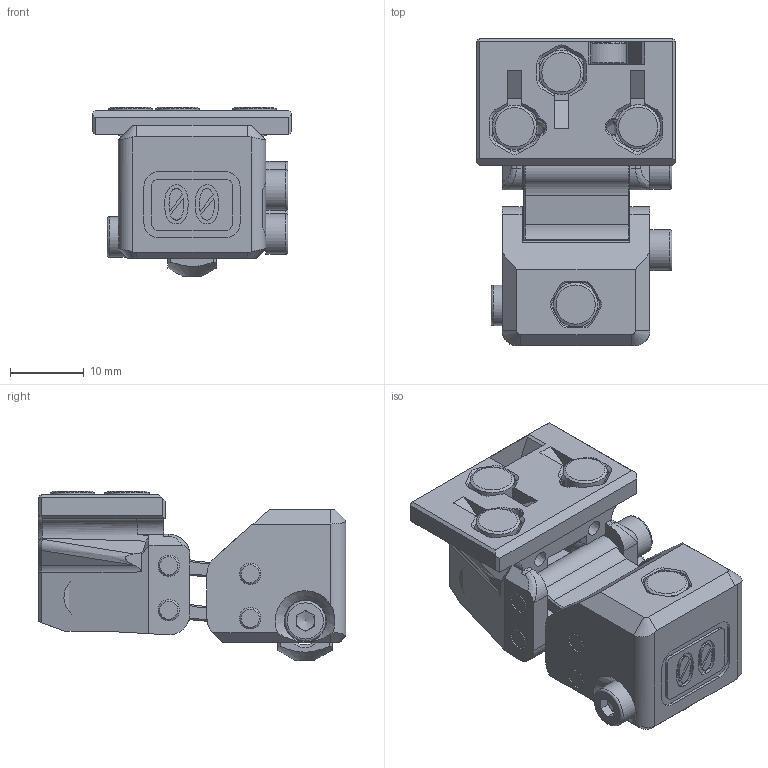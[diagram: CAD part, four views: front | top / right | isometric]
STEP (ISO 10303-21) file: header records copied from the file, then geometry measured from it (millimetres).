
FILE_DESCRIPTION(/* description */ ('STEP AP242','CAx-IF Rec.Pracs.---Representation and Presentation of Product Manufacturing Information (PMI)---4.0---2014-10-13','CAx-IF Rec.Pracs.---3D Tessellated Geometry---0.4---2014-09-14','2;1'),/* implementation_level */ '2;1');
FILE_NAME(/* name */ 'Klicky-00 Archetype Unklicky Klicky',/* time_stamp */ '2025-01-01T09:24:41Z',/* author */ (''),/* organization */ (''),/* preprocessor_version */ 'ST-DEVELOPER v20',/* originating_system */ 'ONSHAPE BY PTC INC, 1.191',/* authorisation */ ' ');
FILE_SCHEMA (('AP242_MANAGED_MODEL_BASED_3D_ENGINEERING_MIM_LF { 1 0 10303 442 1 1 4 }'));
Length unit declared in the file: millimetre
Products named in the file (11): Klicky-00 Archetype Unklicky Klicky; Klicky-00_Archetype_Swingarm_Upper; K-00 Klicky Rear <1>; Hex socket head cap screw M3x0.50 x 20; 6x3 Magnet; Klicky-00_Klicky_Rear; Klicky-00_Archetype_Swingarm_Lower; Archetype Unklicky Front <1>; Klicky-00_Archetype_Unklicky_Front; Klicky-00_Unklicky_Stylus; Hex socket head cap screw M3x0.50 x 12
Assembly tree (20 placements, depth 3):
  Klicky-00 Archetype Unklicky Klicky
    Klicky-00_Archetype_Swingarm_Upper
    K-00 Klicky Rear <1>
      Hex socket head cap screw M3x0.50 x 20  x2
      6x3 Magnet  x5
      Klicky-00_Klicky_Rear
    Klicky-00_Archetype_Swingarm_Lower
    Archetype Unklicky Front <1>
      Hex socket head cap screw M3x0.50 x 20  x2
      Klicky-00_Archetype_Unklicky_Front
      6x3 Magnet  x2
      Klicky-00_Unklicky_Stylus
      Hex socket head cap screw M3x0.50 x 12
    6x3 Magnet
Bounding box: 27.03 x 41.66 x 22.93 mm (x, y, z)
Volume: 10267.7 mm3; surface area: 11058 mm2
Topology: 18 solids, 18 shells, 826 faces, 2045 edges, 1267 vertices
Faces by surface type: plane 465, cylinder 138, cone 133, bspline 70, torus 20
Full cylindrical faces by diameter (mm): 1.8 x1, 2.1 x2, 2.6 x1, 2.8 x2, 2.9 x8, 3 x5, 3.2 x4, 5.5 x5, 5.7 x1, 6 x8
Entity records: 22650 total; most frequent: CARTESIAN_POINT 5496, ORIENTED_EDGE 3558, DIRECTION 3307, EDGE_CURVE 1779, LINE 1165, VECTOR 1165, VERTEX_POINT 1130, AXIS2_PLACEMENT_3D 1071
